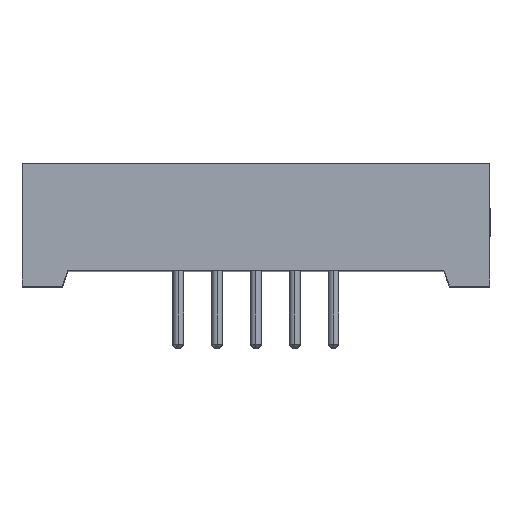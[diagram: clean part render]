
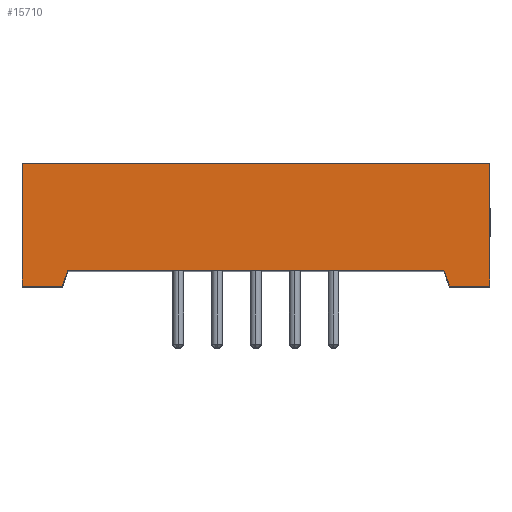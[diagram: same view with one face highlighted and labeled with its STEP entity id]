
A CAD part, top view. The second image highlights one B-rep face of the part: STEP entity #15710.
In plain terms, the highlighted planar face has unit normal (0, 0, 1).
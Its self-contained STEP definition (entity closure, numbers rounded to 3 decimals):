
#745 = VECTOR ( 'NONE', #6764, 1000. ) ;
#1464 = CARTESIAN_POINT ( 'NONE',  ( 30.6, 7., 0. ) ) ;
#1873 = CARTESIAN_POINT ( 'NONE',  ( 0., 7., 0. ) ) ;
#1933 = VERTEX_POINT ( 'NONE', #10708 ) ;
#1938 = EDGE_CURVE ( 'NONE', #12251, #2284, #6912, .T. ) ;
#2284 = VERTEX_POINT ( 'NONE', #6658 ) ;
#2545 = CARTESIAN_POINT ( 'NONE',  ( 0., 0., 0. ) ) ;
#3251 = CARTESIAN_POINT ( 'NONE',  ( 27.964, -1., 0. ) ) ;
#3411 = VECTOR ( 'NONE', #12011, 1000. ) ;
#3921 = VECTOR ( 'NONE', #5443, 1000. ) ;
#4448 = VECTOR ( 'NONE', #6515, 1000. ) ;
#5122 = ORIENTED_EDGE ( 'NONE', *, *, #9875, .T. ) ;
#5443 = DIRECTION ( 'NONE',  ( 1., 0., 0. ) ) ;
#5604 = LINE ( 'NONE', #8180, #745 ) ;
#5688 = DIRECTION ( 'NONE',  ( -1., 0., 0. ) ) ;
#5777 = VECTOR ( 'NONE', #13007, 1000. ) ;
#6515 = DIRECTION ( 'NONE',  ( 0.342, -0.94, 0. ) ) ;
#6561 = EDGE_CURVE ( 'NONE', #7798, #14377, #14025, .T. ) ;
#6658 = CARTESIAN_POINT ( 'NONE',  ( 3., 0., 0. ) ) ;
#6764 = DIRECTION ( 'NONE',  ( -1., 0., 0. ) ) ;
#6894 = VECTOR ( 'NONE', #16606, 1000. ) ;
#6912 = LINE ( 'NONE', #18774, #5777 ) ;
#7015 = DIRECTION ( 'NONE',  ( -1., 0., 0. ) ) ;
#7717 = ORIENTED_EDGE ( 'NONE', *, *, #16930, .F. ) ;
#7792 = LINE ( 'NONE', #2545, #3921 ) ;
#7798 = VERTEX_POINT ( 'NONE', #1464 ) ;
#8180 = CARTESIAN_POINT ( 'NONE',  ( 27.6, -1., 0. ) ) ;
#8271 = FACE_OUTER_BOUND ( 'NONE', #15465, .T. ) ;
#8424 = ORIENTED_EDGE ( 'NONE', *, *, #1938, .T. ) ;
#8506 = ORIENTED_EDGE ( 'NONE', *, *, #16759, .F. ) ;
#8534 = LINE ( 'NONE', #3251, #4448 ) ;
#9418 = LINE ( 'NONE', #18228, #6894 ) ;
#9586 = ORIENTED_EDGE ( 'NONE', *, *, #10163, .T. ) ;
#9855 = DIRECTION ( 'NONE',  ( 0., 0., -1. ) ) ;
#9875 = EDGE_CURVE ( 'NONE', #11891, #12470, #9418, .T. ) ;
#10163 = EDGE_CURVE ( 'NONE', #2284, #17053, #7792, .T. ) ;
#10266 = LINE ( 'NONE', #1873, #17462 ) ;
#10708 = CARTESIAN_POINT ( 'NONE',  ( 27.964, -1., 0. ) ) ;
#11075 = CARTESIAN_POINT ( 'NONE',  ( 27.6, 0., 0. ) ) ;
#11605 = CARTESIAN_POINT ( 'NONE',  ( 0., 7., 0. ) ) ;
#11891 = VERTEX_POINT ( 'NONE', #12017 ) ;
#11980 = DIRECTION ( 'NONE',  ( 1., 0., 0. ) ) ;
#12011 = DIRECTION ( 'NONE',  ( 0., -1., 0. ) ) ;
#12017 = CARTESIAN_POINT ( 'NONE',  ( 0., 7., 0. ) ) ;
#12227 = EDGE_CURVE ( 'NONE', #14377, #1933, #5604, .T. ) ;
#12251 = VERTEX_POINT ( 'NONE', #15630 ) ;
#12470 = VERTEX_POINT ( 'NONE', #18440 ) ;
#12645 = ORIENTED_EDGE ( 'NONE', *, *, #12227, .F. ) ;
#12839 = VECTOR ( 'NONE', #7015, 1000. ) ;
#12962 = ORIENTED_EDGE ( 'NONE', *, *, #13069, .T. ) ;
#13007 = DIRECTION ( 'NONE',  ( 0.342, 0.94, 0. ) ) ;
#13069 = EDGE_CURVE ( 'NONE', #17053, #1933, #8534, .T. ) ;
#13437 = CARTESIAN_POINT ( 'NONE',  ( 30.6, 7., 0. ) ) ;
#14025 = LINE ( 'NONE', #13437, #3411 ) ;
#14377 = VERTEX_POINT ( 'NONE', #18805 ) ;
#14765 = ORIENTED_EDGE ( 'NONE', *, *, #6561, .F. ) ;
#15465 = EDGE_LOOP ( 'NONE', ( #8506, #8424, #9586, #12962, #12645, #14765, #7717, #5122 ) ) ;
#15630 = CARTESIAN_POINT ( 'NONE',  ( 2.636, -1., 0. ) ) ;
#15710 = ADVANCED_FACE ( 'NONE', ( #8271 ), #18854, .F. ) ;
#16606 = DIRECTION ( 'NONE',  ( 0., -1., 0. ) ) ;
#16759 = EDGE_CURVE ( 'NONE', #12251, #12470, #16790, .T. ) ;
#16790 = LINE ( 'NONE', #18802, #12839 ) ;
#16930 = EDGE_CURVE ( 'NONE', #11891, #7798, #10266, .T. ) ;
#17053 = VERTEX_POINT ( 'NONE', #11075 ) ;
#17462 = VECTOR ( 'NONE', #11980, 1000. ) ;
#18228 = CARTESIAN_POINT ( 'NONE',  ( 0., 7., 0. ) ) ;
#18440 = CARTESIAN_POINT ( 'NONE',  ( 0., -1., 0. ) ) ;
#18774 = CARTESIAN_POINT ( 'NONE',  ( 2.636, -1., 0. ) ) ;
#18802 = CARTESIAN_POINT ( 'NONE',  ( 3., -1., 0. ) ) ;
#18805 = CARTESIAN_POINT ( 'NONE',  ( 30.6, -1., 0. ) ) ;
#18854 = PLANE ( 'NONE',  #18971 ) ;
#18971 = AXIS2_PLACEMENT_3D ( 'NONE', #11605, #9855, #5688 ) ;
